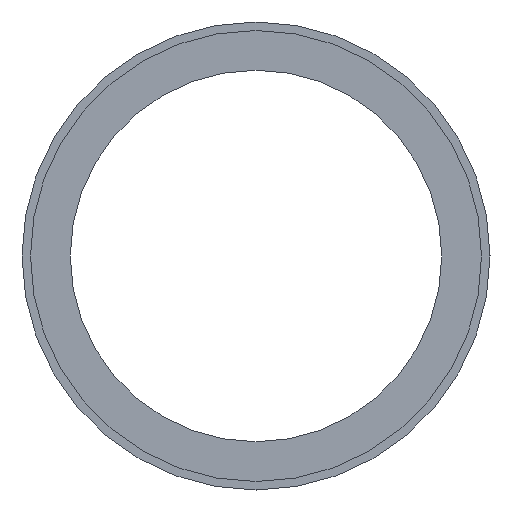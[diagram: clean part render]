
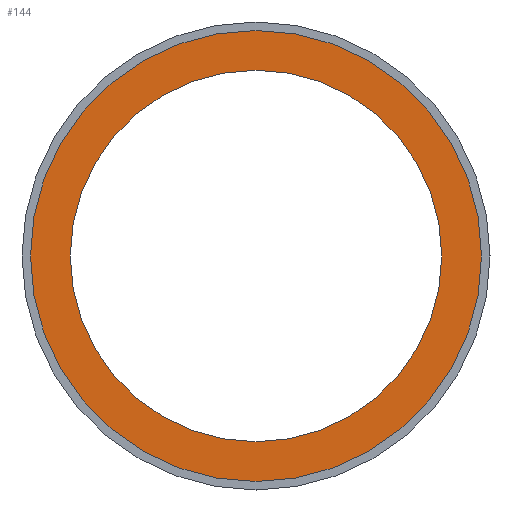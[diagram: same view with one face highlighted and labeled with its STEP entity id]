
A CAD part, front view. The second image highlights one B-rep face of the part: STEP entity #144.
In plain terms, the highlighted planar face has unit normal (0, -1, 0).
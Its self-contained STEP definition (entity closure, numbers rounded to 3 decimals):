
#18 = DIRECTION ( 'NONE',  ( -1., 0., 0. ) ) ;
#21 = DIRECTION ( 'NONE',  ( -1., 0., 0. ) ) ;
#62 = EDGE_CURVE ( 'NONE', #380, #383, #418, .T. ) ;
#68 = CARTESIAN_POINT ( 'NONE',  ( -15.3, -0.545, 0. ) ) ;
#69 = CARTESIAN_POINT ( 'NONE',  ( 0., -0.545, 0. ) ) ;
#72 = DIRECTION ( 'NONE',  ( 0., 1., 0. ) ) ;
#77 = VERTEX_POINT ( 'NONE', #325 ) ;
#78 = CARTESIAN_POINT ( 'NONE',  ( 0., -0.545, 0. ) ) ;
#92 = VERTEX_POINT ( 'NONE', #176 ) ;
#95 = FACE_OUTER_BOUND ( 'NONE', #108, .T. ) ;
#108 = EDGE_LOOP ( 'NONE', ( #227, #327 ) ) ;
#133 = ORIENTED_EDGE ( 'NONE', *, *, #330, .T. ) ;
#139 = CARTESIAN_POINT ( 'NONE',  ( 0., -0.545, 0. ) ) ;
#144 = ADVANCED_FACE ( 'NONE', ( #95, #372 ), #422, .F. ) ;
#147 = DIRECTION ( 'NONE',  ( -1., 0., 0. ) ) ;
#165 = AXIS2_PLACEMENT_3D ( 'NONE', #78, #349, #18 ) ;
#176 = CARTESIAN_POINT ( 'NONE',  ( 12.6, -0.545, 0. ) ) ;
#219 = CARTESIAN_POINT ( 'NONE',  ( 12.6, -0.545, 0. ) ) ;
#227 = ORIENTED_EDGE ( 'NONE', *, *, #62, .F. ) ;
#245 = DIRECTION ( 'NONE',  ( 0., 1., 0. ) ) ;
#257 = EDGE_CURVE ( 'NONE', #383, #380, #313, .T. ) ;
#272 = EDGE_LOOP ( 'NONE', ( #133, #289 ) ) ;
#289 = ORIENTED_EDGE ( 'NONE', *, *, #431, .T. ) ;
#295 = CIRCLE ( 'NONE', #165, 12.6 ) ;
#301 = CARTESIAN_POINT ( 'NONE',  ( 0., -0.545, 0. ) ) ;
#302 = DIRECTION ( 'NONE',  ( -1., 0., 0. ) ) ;
#306 = DIRECTION ( 'NONE',  ( 0., 1., 0. ) ) ;
#313 = CIRCLE ( 'NONE', #425, 15.3 ) ;
#317 = DIRECTION ( 'NONE',  ( 0., 1., 0. ) ) ;
#320 = CIRCLE ( 'NONE', #428, 12.6 ) ;
#325 = CARTESIAN_POINT ( 'NONE',  ( -12.6, -0.545, 0. ) ) ;
#327 = ORIENTED_EDGE ( 'NONE', *, *, #257, .F. ) ;
#330 = EDGE_CURVE ( 'NONE', #77, #92, #320, .T. ) ;
#349 = DIRECTION ( 'NONE',  ( 0., 1., 0. ) ) ;
#372 = FACE_BOUND ( 'NONE', #272, .T. ) ;
#380 = VERTEX_POINT ( 'NONE', #68 ) ;
#383 = VERTEX_POINT ( 'NONE', #384 ) ;
#384 = CARTESIAN_POINT ( 'NONE',  ( 15.3, -0.545, 0. ) ) ;
#396 = DIRECTION ( 'NONE',  ( -1., 0., 0. ) ) ;
#397 = AXIS2_PLACEMENT_3D ( 'NONE', #219, #317, #21 ) ;
#418 = CIRCLE ( 'NONE', #434, 15.3 ) ;
#422 = PLANE ( 'NONE',  #397 ) ;
#425 = AXIS2_PLACEMENT_3D ( 'NONE', #69, #306, #302 ) ;
#428 = AXIS2_PLACEMENT_3D ( 'NONE', #301, #72, #147 ) ;
#431 = EDGE_CURVE ( 'NONE', #92, #77, #295, .T. ) ;
#434 = AXIS2_PLACEMENT_3D ( 'NONE', #139, #245, #396 ) ;
